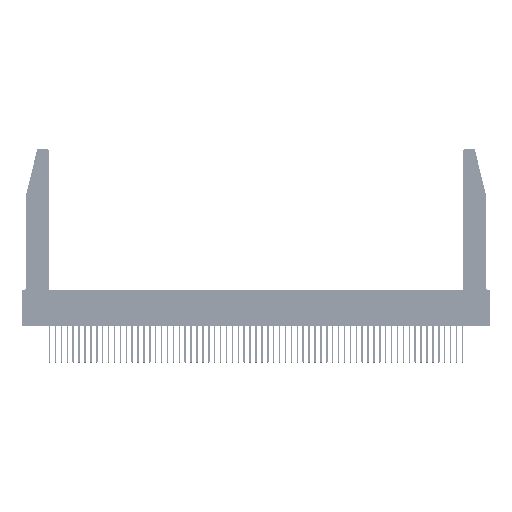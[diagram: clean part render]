
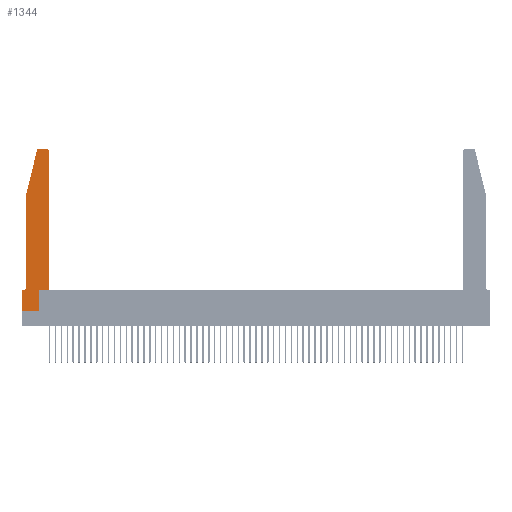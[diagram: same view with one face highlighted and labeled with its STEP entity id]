
A CAD part, top view. The second image highlights one B-rep face of the part: STEP entity #1344.
In plain terms, the highlighted planar face has unit normal (0, 0, 1).
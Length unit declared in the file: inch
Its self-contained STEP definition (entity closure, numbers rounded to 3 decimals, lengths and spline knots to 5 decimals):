
#1085 = DIRECTION ( 'NONE',  ( 0., 1., 0. ) ) ;
#1344 = ADVANCED_FACE ( 'NONE', ( #29521 ), #5444, .T. ) ;
#1486 = EDGE_CURVE ( 'NONE', #19456, #51035, #26046, .T. ) ;
#1755 = DIRECTION ( 'NONE',  ( 1., 0., 0. ) ) ;
#2208 = CARTESIAN_POINT ( 'NONE',  ( 0.2865, 0., 0.37 ) ) ;
#2655 = VERTEX_POINT ( 'NONE', #29129 ) ;
#3579 = CARTESIAN_POINT ( 'NONE',  ( 0., 0., 0.37 ) ) ;
#3628 = EDGE_CURVE ( 'NONE', #49333, #31631, #51115, .T. ) ;
#4223 = VERTEX_POINT ( 'NONE', #9428 ) ;
#4294 = CARTESIAN_POINT ( 'NONE',  ( 0.2865, 0.35, 0.37 ) ) ;
#4366 = EDGE_CURVE ( 'NONE', #31631, #22250, #16854, .T. ) ;
#5128 = VERTEX_POINT ( 'NONE', #40955 ) ;
#5211 = VECTOR ( 'NONE', #18781, 39.37008 ) ;
#5444 = PLANE ( 'NONE',  #37804 ) ;
#6547 = VECTOR ( 'NONE', #1085, 39.37008 ) ;
#6631 = LINE ( 'NONE', #52905, #51794 ) ;
#7589 = VECTOR ( 'NONE', #51907, 39.37008 ) ;
#8485 = EDGE_CURVE ( 'NONE', #51035, #13021, #32442, .T. ) ;
#9273 = CARTESIAN_POINT ( 'NONE',  ( 0.2865, 0.35, 0.37 ) ) ;
#9428 = CARTESIAN_POINT ( 'NONE',  ( 0.0755, 0.42, 0.37 ) ) ;
#10574 = ORIENTED_EDGE ( 'NONE', *, *, #1486, .T. ) ;
#10576 = CARTESIAN_POINT ( 'NONE',  ( 0., 0., 0.37 ) ) ;
#13021 = VERTEX_POINT ( 'NONE', #52462 ) ;
#13752 = EDGE_CURVE ( 'NONE', #4223, #2655, #44203, .T. ) ;
#14310 = CARTESIAN_POINT ( 'NONE',  ( 0.4505, 0.35, 0.37 ) ) ;
#15043 = CARTESIAN_POINT ( 'NONE',  ( 0.284, 2.72, 0.37 ) ) ;
#16372 = CARTESIAN_POINT ( 'NONE',  ( 0.4505, 0.35, 0.37 ) ) ;
#16454 = ORIENTED_EDGE ( 'NONE', *, *, #8485, .T. ) ;
#16854 = LINE ( 'NONE', #44821, #5211 ) ;
#17088 = ORIENTED_EDGE ( 'NONE', *, *, #50982, .T. ) ;
#17225 = VERTEX_POINT ( 'NONE', #43062 ) ;
#17905 = VECTOR ( 'NONE', #1755, 39.37008 ) ;
#18781 = DIRECTION ( 'NONE',  ( 1., 0., 0. ) ) ;
#19456 = VERTEX_POINT ( 'NONE', #40573 ) ;
#19634 = VERTEX_POINT ( 'NONE', #37663 ) ;
#20630 = EDGE_CURVE ( 'NONE', #13021, #17225, #41633, .T. ) ;
#22039 = ORIENTED_EDGE ( 'NONE', *, *, #37601, .T. ) ;
#22250 = VERTEX_POINT ( 'NONE', #16372 ) ;
#22330 = LINE ( 'NONE', #14310, #6547 ) ;
#23115 = CARTESIAN_POINT ( 'NONE',  ( 0.284, 2.75, 0.37 ) ) ;
#23579 = EDGE_CURVE ( 'NONE', #2655, #19634, #6631, .T. ) ;
#23593 = CARTESIAN_POINT ( 'NONE',  ( 0.0755, 2., 0.37 ) ) ;
#26046 = LINE ( 'NONE', #45629, #56024 ) ;
#26233 = DIRECTION ( 'NONE',  ( -1., 0., 0. ) ) ;
#26555 = VECTOR ( 'NONE', #39891, 39.37008 ) ;
#26803 = LINE ( 'NONE', #43017, #7589 ) ;
#27268 = VECTOR ( 'NONE', #37171, 39.37008 ) ;
#27929 = CARTESIAN_POINT ( 'NONE',  ( 0.4205, 2.72, 0.37 ) ) ;
#28112 = DIRECTION ( 'NONE',  ( 0., 0., 1. ) ) ;
#28456 = DIRECTION ( 'NONE',  ( 1., 0., 0. ) ) ;
#29129 = CARTESIAN_POINT ( 'NONE',  ( 0.0055, 0.35, 0.37 ) ) ;
#29521 = FACE_OUTER_BOUND ( 'NONE', #47998, .T. ) ;
#31305 = CARTESIAN_POINT ( 'NONE',  ( 0., 0.35, 0.37 ) ) ;
#31532 = EDGE_CURVE ( 'NONE', #19634, #44496, #35191, .T. ) ;
#31631 = VERTEX_POINT ( 'NONE', #4294 ) ;
#32442 = CIRCLE ( 'NONE', #44261, 0.03 ) ;
#32609 = ORIENTED_EDGE ( 'NONE', *, *, #4366, .T. ) ;
#34404 = EDGE_CURVE ( 'NONE', #44496, #49333, #50688, .T. ) ;
#35191 = LINE ( 'NONE', #42409, #50164 ) ;
#35240 = DIRECTION ( 'NONE',  ( 0., 0., -1. ) ) ;
#36837 = DIRECTION ( 'NONE',  ( -1., 0., 0. ) ) ;
#37171 = DIRECTION ( 'NONE',  ( -0.239, -0.971, 0. ) ) ;
#37601 = EDGE_CURVE ( 'NONE', #22250, #5128, #22330, .T. ) ;
#37663 = CARTESIAN_POINT ( 'NONE',  ( 0., 0.35, 0.37 ) ) ;
#37788 = ORIENTED_EDGE ( 'NONE', *, *, #44376, .T. ) ;
#37804 = AXIS2_PLACEMENT_3D ( 'NONE', #31305, #44115, #49213 ) ;
#37927 = ORIENTED_EDGE ( 'NONE', *, *, #23579, .T. ) ;
#39891 = DIRECTION ( 'NONE',  ( 0., 1., 0. ) ) ;
#40573 = CARTESIAN_POINT ( 'NONE',  ( 0.4205, 2.75, 0.37 ) ) ;
#40929 = DIRECTION ( 'NONE',  ( 1., 0., 0. ) ) ;
#40955 = CARTESIAN_POINT ( 'NONE',  ( 0.4505, 2.72, 0.37 ) ) ;
#41633 = LINE ( 'NONE', #23593, #27268 ) ;
#42409 = CARTESIAN_POINT ( 'NONE',  ( 0., 0., 0.37 ) ) ;
#42796 = DIRECTION ( 'NONE',  ( 0., -1., 0. ) ) ;
#43017 = CARTESIAN_POINT ( 'NONE',  ( 0.0755, 2., 0.37 ) ) ;
#43062 = CARTESIAN_POINT ( 'NONE',  ( 0.0755, 2., 0.37 ) ) ;
#44115 = DIRECTION ( 'NONE',  ( 0., 0., 1. ) ) ;
#44203 = CIRCLE ( 'NONE', #54963, 0.07 ) ;
#44261 = AXIS2_PLACEMENT_3D ( 'NONE', #15043, #49619, #28456 ) ;
#44376 = EDGE_CURVE ( 'NONE', #17225, #4223, #26803, .T. ) ;
#44496 = VERTEX_POINT ( 'NONE', #3579 ) ;
#44821 = CARTESIAN_POINT ( 'NONE',  ( 0.4505, 0.35, 0.37 ) ) ;
#45629 = CARTESIAN_POINT ( 'NONE',  ( 0.2605, 2.75, 0.37 ) ) ;
#46388 = ORIENTED_EDGE ( 'NONE', *, *, #31532, .T. ) ;
#47998 = EDGE_LOOP ( 'NONE', ( #10574, #16454, #53363, #37788, #49865, #37927, #46388, #54353, #52078, #32609, #22039, #17088 ) ) ;
#49213 = DIRECTION ( 'NONE',  ( 1., 0., 0. ) ) ;
#49333 = VERTEX_POINT ( 'NONE', #2208 ) ;
#49619 = DIRECTION ( 'NONE',  ( 0., 0., 1. ) ) ;
#49865 = ORIENTED_EDGE ( 'NONE', *, *, #13752, .T. ) ;
#50164 = VECTOR ( 'NONE', #42796, 39.37008 ) ;
#50652 = AXIS2_PLACEMENT_3D ( 'NONE', #27929, #28112, #40929 ) ;
#50688 = LINE ( 'NONE', #10576, #17905 ) ;
#50982 = EDGE_CURVE ( 'NONE', #5128, #19456, #52291, .T. ) ;
#51035 = VERTEX_POINT ( 'NONE', #23115 ) ;
#51115 = LINE ( 'NONE', #9273, #26555 ) ;
#51794 = VECTOR ( 'NONE', #26233, 39.37008 ) ;
#51907 = DIRECTION ( 'NONE',  ( 0., -1., 0. ) ) ;
#52078 = ORIENTED_EDGE ( 'NONE', *, *, #3628, .T. ) ;
#52291 = CIRCLE ( 'NONE', #50652, 0.03 ) ;
#52462 = CARTESIAN_POINT ( 'NONE',  ( 0.25487, 2.72718, 0.37 ) ) ;
#52580 = CARTESIAN_POINT ( 'NONE',  ( 0.0055, 0.42, 0.37 ) ) ;
#52905 = CARTESIAN_POINT ( 'NONE',  ( 0.0755, 0.35, 0.37 ) ) ;
#53363 = ORIENTED_EDGE ( 'NONE', *, *, #20630, .T. ) ;
#54353 = ORIENTED_EDGE ( 'NONE', *, *, #34404, .T. ) ;
#54963 = AXIS2_PLACEMENT_3D ( 'NONE', #52580, #35240, #56406 ) ;
#56024 = VECTOR ( 'NONE', #36837, 39.37008 ) ;
#56406 = DIRECTION ( 'NONE',  ( -1., 0., 0. ) ) ;
